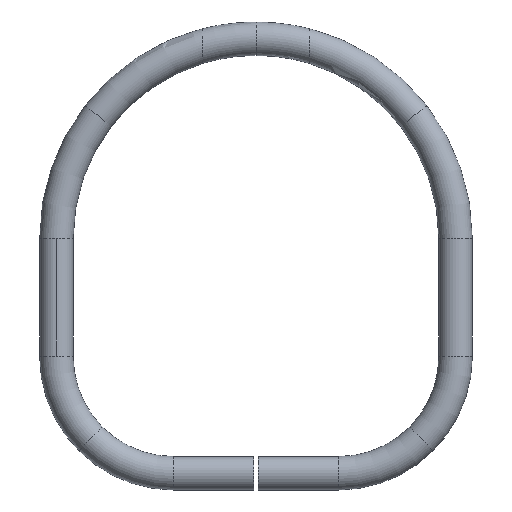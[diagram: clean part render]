
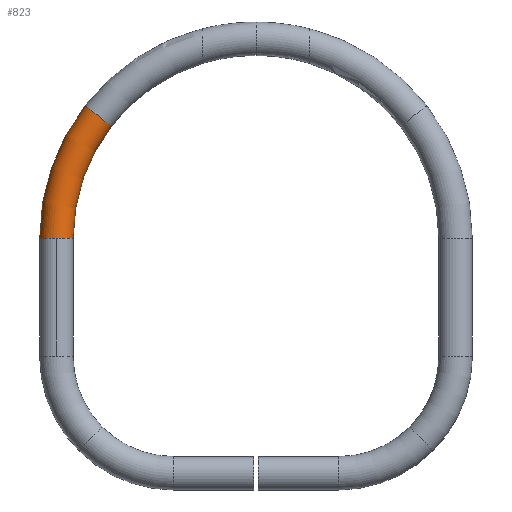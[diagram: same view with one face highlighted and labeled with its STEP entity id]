
A CAD part, top view. The second image highlights one B-rep face of the part: STEP entity #823.
In plain terms, the highlighted toroidal (fillet/blend) face has major radius 23.67 mm and minor radius 1.984 mm.
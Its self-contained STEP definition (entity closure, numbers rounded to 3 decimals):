
#71=CARTESIAN_POINT('',(11.305,78.874,-113.941));
#72=DIRECTION('',(0.,0.,-1.));
#73=DIRECTION('',(-1.,0.,0.));
#74=AXIS2_PLACEMENT_3D('',#71,#72,#73);
#79=CARTESIAN_POINT('',(11.305,78.874,-113.941));
#80=DIRECTION('',(0.,0.,-1.));
#81=DIRECTION('',(-1.,0.,0.));
#82=AXIS2_PLACEMENT_3D('',#79,#80,#81);
#101=CARTESIAN_POINT('',(-12.365,78.874,-113.941));
#102=DIRECTION('',(0.,1.,0.));
#103=DIRECTION('',(-1.,0.,0.));
#104=AXIS2_PLACEMENT_3D('',#101,#102,#103);
#109=CARTESIAN_POINT('',(-12.365,78.874,-113.941));
#110=DIRECTION('',(0.,1.,0.));
#111=DIRECTION('',(0.,0.,1.));
#112=AXIS2_PLACEMENT_3D('',#109,#110,#111);
#117=CARTESIAN_POINT('',(-7.389,93.393,-113.941));
#118=DIRECTION('',(-0.613,-0.79,0.));
#119=DIRECTION('',(0.79,-0.613,0.));
#120=AXIS2_PLACEMENT_3D('',#117,#118,#119);
#678=CARTESIAN_POINT('',(-12.365,78.874,-111.956));
#680=VERTEX_POINT('',#678);
#726=CARTESIAN_POINT('',(-14.349,78.874,-113.941));
#727=CARTESIAN_POINT('',(-8.956,94.61,-113.941));
#728=VERTEX_POINT('',#726);
#729=VERTEX_POINT('',#727);
#730=CARTESIAN_POINT('',(-5.822,92.175,-113.941));
#731=VERTEX_POINT('',#730);
#732=CARTESIAN_POINT('',(-10.38,78.874,-113.941));
#733=VERTEX_POINT('',#732);
#810=CARTESIAN_POINT('',(11.305,78.874,-113.941));
#811=DIRECTION('',(0.,0.,-1.));
#812=DIRECTION('',(-1.,0.,0.));
#813=AXIS2_PLACEMENT_3D('',#810,#811,#812);
#814=TOROIDAL_SURFACE('',#813,23.67,1.984);
#815=ORIENTED_EDGE('',*,*,#791,.F.);
#816=ORIENTED_EDGE('',*,*,#774,.T.);
#818=ORIENTED_EDGE('',*,*,#817,.F.);
#819=ORIENTED_EDGE('',*,*,#770,.F.);
#820=ORIENTED_EDGE('',*,*,#750,.F.);
#821=EDGE_LOOP('',(#815,#816,#818,#819,#820));
#822=FACE_OUTER_BOUND('',#821,.F.);
#75=CIRCLE('',#74,21.685);
#83=CIRCLE('',#82,25.654);
#105=CIRCLE('',#104,1.984);
#113=CIRCLE('',#112,1.984);
#121=CIRCLE('',#120,1.984);
#750=EDGE_CURVE('',#680,#733,#113,.T.);
#770=EDGE_CURVE('',#733,#731,#75,.T.);
#774=EDGE_CURVE('',#728,#729,#83,.T.);
#791=EDGE_CURVE('',#728,#680,#105,.T.);
#817=EDGE_CURVE('',#731,#729,#121,.T.);
#823=ADVANCED_FACE('',(#822),#814,.T.);
